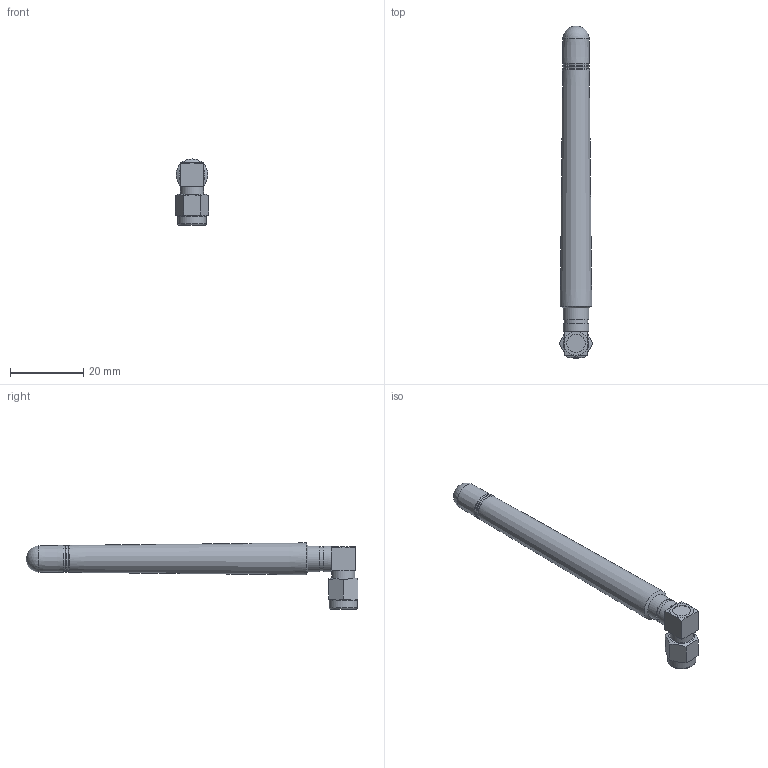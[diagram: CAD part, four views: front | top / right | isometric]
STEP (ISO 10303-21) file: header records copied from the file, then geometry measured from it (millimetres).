
FILE_DESCRIPTION(/* description */ (''),/* implementation_level */ '2;1');
FILE_NAME(/* name */ 'Antenna 868МHz.stp',/* time_stamp */ '2019-04-23T14:08:23+01:00',/* author */ ('User'),/* organization */ (''),/* preprocessor_version */ 'ST-DEVELOPER v17.2',/* originating_system */ 'Autodesk Inventor 2019',/* authorisation */ '');
FILE_SCHEMA (('AUTOMOTIVE_DESIGN { 1 0 10303 214 3 1 1 }'));
Length unit declared in the file: millimetre
Products named in the file (1): Antenna 868МHz
Bounding box: 9.24 x 90.57 x 18.05 mm (x, y, z)
Volume: 4676.2 mm3; surface area: 2728.6 mm2
Topology: 1 solids, 1 shells, 60 faces, 152 edges, 102 vertices
Faces by surface type: plane 27, cone 16, cylinder 9, torus 7, sphere 1
Full cylindrical faces by diameter (mm): 0.65 x1, 5 x1, 5.23 x1, 5.63 x1, 6.3 x1, 6.5 x1, 7 x2, 7.7 x1
Entity records: 1955 total; most frequent: CARTESIAN_POINT 385, DIRECTION 323, ORIENTED_EDGE 304, EDGE_CURVE 152, AXIS2_PLACEMENT_3D 142, VERTEX_POINT 102, CIRCLE 81, EDGE_LOOP 68
